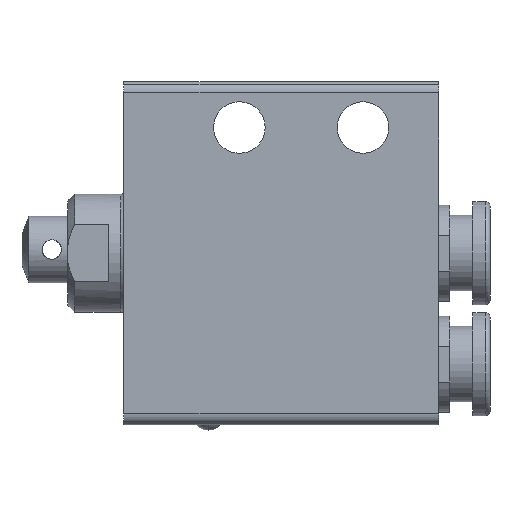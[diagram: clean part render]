
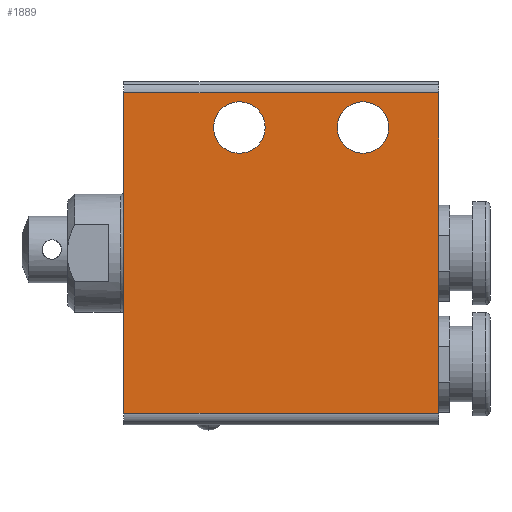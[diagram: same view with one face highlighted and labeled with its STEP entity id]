
A CAD part, left-side view. The second image highlights one B-rep face of the part: STEP entity #1889.
In plain terms, the highlighted planar face has unit normal (-1, 0, 0).
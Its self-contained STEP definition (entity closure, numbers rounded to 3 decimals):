
#1208=CARTESIAN_POINT('',(-7.5,3.65,8.727));
#1209=VERTEX_POINT('',#1208);
#1218=CARTESIAN_POINT('',(-7.5,3.65,13.227));
#1219=VERTEX_POINT('',#1218);
#1220=CARTESIAN_POINT('',(-7.5,3.65,10.977));
#1221=DIRECTION('',(1.0,0.0,0.0));
#1222=DIRECTION('',(0.0,0.0,-1.0));
#1223=AXIS2_PLACEMENT_3D('',#1220,#1221,#1222);
#1224=CIRCLE('',#1223,2.25);
#1225=EDGE_CURVE('',#1219,#1209,#1224,.T.);
#1250=CARTESIAN_POINT('',(-7.5,-7.15,8.727));
#1251=VERTEX_POINT('',#1250);
#1260=CARTESIAN_POINT('',(-7.5,-7.15,13.227));
#1261=VERTEX_POINT('',#1260);
#1262=CARTESIAN_POINT('',(-7.5,-7.15,10.977));
#1263=DIRECTION('',(1.0,0.0,0.0));
#1264=DIRECTION('',(0.0,0.0,-1.0));
#1265=AXIS2_PLACEMENT_3D('',#1262,#1263,#1264);
#1266=CIRCLE('',#1265,2.25);
#1267=EDGE_CURVE('',#1261,#1251,#1266,.T.);
#1735=CARTESIAN_POINT('',(-7.5,13.75,14.));
#1736=VERTEX_POINT('',#1735);
#1744=CARTESIAN_POINT('',(-7.5,-13.75,14.));
#1745=VERTEX_POINT('',#1744);
#1746=CARTESIAN_POINT('',(-7.5,13.75,14.));
#1747=DIRECTION('',(0.0,-1.0,0.0));
#1748=VECTOR('',#1747,27.5);
#1749=LINE('',#1746,#1748);
#1750=EDGE_CURVE('',#1736,#1745,#1749,.T.);
#1768=CARTESIAN_POINT('',(-7.5,-13.75,-14.));
#1769=VERTEX_POINT('',#1768);
#1770=CARTESIAN_POINT('',(-7.5,-13.75,-14.));
#1771=DIRECTION('',(0.0,0.0,1.0));
#1772=VECTOR('',#1771,28.0);
#1773=LINE('',#1770,#1772);
#1774=EDGE_CURVE('',#1769,#1745,#1773,.T.);
#1846=CARTESIAN_POINT('',(-7.5,-13.75,-15.0));
#1847=DIRECTION('',(-1.0,0.0,0.0));
#1848=DIRECTION('',(0.0,0.0,1.0));
#1849=AXIS2_PLACEMENT_3D('',#1846,#1847,#1848);
#1850=PLANE('',#1849);
#1851=ORIENTED_EDGE('',*,*,#1750,.F.);
#1852=CARTESIAN_POINT('',(-7.5,13.75,-14.));
#1853=VERTEX_POINT('',#1852);
#1854=CARTESIAN_POINT('',(-7.5,13.75,-14.));
#1855=DIRECTION('',(0.0,0.0,1.0));
#1856=VECTOR('',#1855,28.0);
#1857=LINE('',#1854,#1856);
#1858=EDGE_CURVE('',#1853,#1736,#1857,.T.);
#1859=ORIENTED_EDGE('',*,*,#1858,.F.);
#1860=CARTESIAN_POINT('',(-7.5,-13.75,-14.));
#1861=DIRECTION('',(0.0,1.0,0.0));
#1862=VECTOR('',#1861,27.5);
#1863=LINE('',#1860,#1862);
#1864=EDGE_CURVE('',#1769,#1853,#1863,.T.);
#1865=ORIENTED_EDGE('',*,*,#1864,.F.);
#1866=ORIENTED_EDGE('',*,*,#1774,.T.);
#1867=EDGE_LOOP('',(#1851,#1859,#1865,#1866));
#1868=FACE_OUTER_BOUND('',#1867,.T.);
#1869=ORIENTED_EDGE('',*,*,#1267,.T.);
#1870=CARTESIAN_POINT('',(-7.5,-7.15,10.977));
#1871=DIRECTION('',(1.0,0.0,0.0));
#1872=DIRECTION('',(0.0,0.0,-1.0));
#1873=AXIS2_PLACEMENT_3D('',#1870,#1871,#1872);
#1874=CIRCLE('',#1873,2.25);
#1875=EDGE_CURVE('',#1251,#1261,#1874,.T.);
#1876=ORIENTED_EDGE('',*,*,#1875,.T.);
#1877=EDGE_LOOP('',(#1869,#1876));
#1878=FACE_BOUND('',#1877,.T.);
#1879=ORIENTED_EDGE('',*,*,#1225,.T.);
#1880=CARTESIAN_POINT('',(-7.5,3.65,10.977));
#1881=DIRECTION('',(1.0,0.0,0.0));
#1882=DIRECTION('',(0.0,0.0,-1.0));
#1883=AXIS2_PLACEMENT_3D('',#1880,#1881,#1882);
#1884=CIRCLE('',#1883,2.25);
#1885=EDGE_CURVE('',#1209,#1219,#1884,.T.);
#1886=ORIENTED_EDGE('',*,*,#1885,.T.);
#1887=EDGE_LOOP('',(#1879,#1886));
#1888=FACE_BOUND('',#1887,.T.);
#1889=ADVANCED_FACE('',(#1868,#1878,#1888),#1850,.T.);
